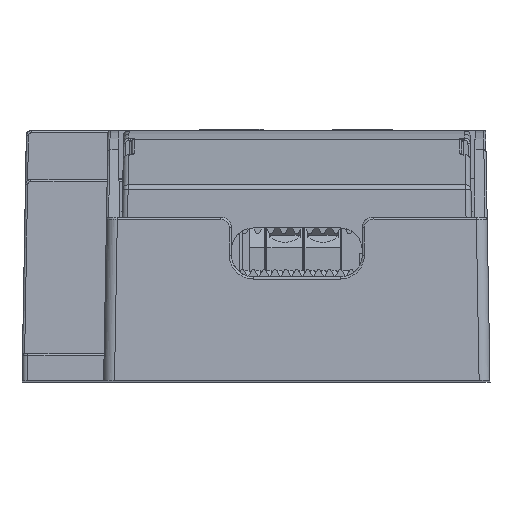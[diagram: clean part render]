
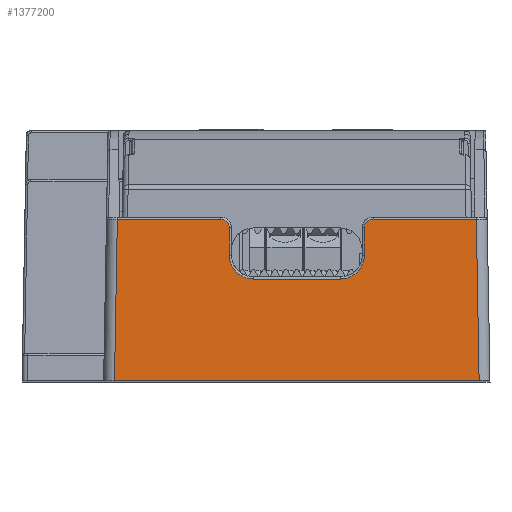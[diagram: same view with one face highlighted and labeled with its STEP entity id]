
A CAD part, top view. The second image highlights one B-rep face of the part: STEP entity #1377200.
In plain terms, the highlighted planar face has unit normal (0, 0.018, 1).
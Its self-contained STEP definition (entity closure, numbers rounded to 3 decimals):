
#1338010=CARTESIAN_POINT('',(-13.,0.,64.5));
#1338020=VERTEX_POINT('',#1338010);
#1338050=CARTESIAN_POINT('',(-13.,0.,64.5));
#1338060=DIRECTION('',(1.,0.,0.));
#1338070=VECTOR('',#1338060,1.);
#1338080=LINE('',#1338050,#1338070);
#1338090=CARTESIAN_POINT('',(20.5,0.,64.5));
#1338100=VERTEX_POINT('',#1338090);
#1338110=EDGE_CURVE('',#1338020,#1338100,#1338080,.T.);
#1375960=CARTESIAN_POINT('',(-3.25,14.803,
64.242));
#1375970=VERTEX_POINT('',#1375960);
#1376060=CARTESIAN_POINT('',(-2.45,14.003,64.256));
#1376070=VERTEX_POINT('',#1376060);
#1376100=CARTESIAN_POINT('',(-3.25,14.004,
64.256));
#1376110=DIRECTION('',(0.,0.017,
1.));
#1376120=DIRECTION('',(1.,0.,
0.));
#1376130=AXIS2_PLACEMENT_3D('',#1376100,#1376110,#1376120);
#1376140=CIRCLE('',#1376130,0.8);
#1376150=EDGE_CURVE('',#1376070,#1375970,#1376140,.T.);
#1376200=CARTESIAN_POINT('',(-16.477,0.,64.5));
#1376210=DIRECTION('',(0.,0.017,1.));
#1376220=DIRECTION('',(-1.,0.,0.));
#1376230=AXIS2_PLACEMENT_3D('',#1376200,#1376210,#1376220);
#1376240=PLANE('',#1376230);
#1376250=ORIENTED_EDGE('',*,*,#1376150,.T.);
#1376260=CARTESIAN_POINT('',(-2.45,14.004,64.256));
#1376270=DIRECTION('',(0.,-1.,0.017));
#1376280=VECTOR('',#1376270,1.);
#1376290=LINE('',#1376260,#1376280);
#1376300=CARTESIAN_POINT('',(-2.45,11.504,
64.299));
#1376310=VERTEX_POINT('',#1376300);
#1376320=EDGE_CURVE('',#1376070,#1376310,#1376290,.T.);
#1376330=ORIENTED_EDGE('',*,*,#1376320,.F.);
#1376340=CARTESIAN_POINT('',(-0.25,9.303,
64.338));
#1376350=CARTESIAN_POINT('',(-0.419,9.304,
64.338));
#1376360=CARTESIAN_POINT('',(-0.745,9.341,
64.337));
#1376370=CARTESIAN_POINT('',(-1.216,9.506,
64.334));
#1376380=CARTESIAN_POINT('',(-1.634,9.77,
64.329));
#1376390=CARTESIAN_POINT('',(-1.984,10.12,
64.323));
#1376400=CARTESIAN_POINT('',(-2.248,10.538,
64.316));
#1376410=CARTESIAN_POINT('',(-2.412,11.008,
64.308));
#1376420=CARTESIAN_POINT('',(-2.45,11.335,
64.302));
#1376430=CARTESIAN_POINT('',(-2.45,11.504,64.299));
#1376440=B_SPLINE_CURVE_WITH_KNOTS('',3,(#1376340,#1376350,#1376360,
#1376370,#1376380,#1376390,#1376400,#1376410,#1376420,#1376430),
.UNSPECIFIED.,.F.,.F.,(4,1,1,1,1,1,1,4),(0.,0.143,
0.286,0.429,0.571,0.714,
0.857,1.),.UNSPECIFIED.);
#1376450=CARTESIAN_POINT('',(-0.25,9.303,
64.338));
#1376460=VERTEX_POINT('',#1376450);
#1376470=EDGE_CURVE('',#1376460,#1376310,#1376440,.T.);
#1376480=ORIENTED_EDGE('',*,*,#1376470,.T.);
#1376490=CARTESIAN_POINT('',(-0.25,9.303,
64.338));
#1376500=DIRECTION('',(1.,0.,0.));
#1376510=VECTOR('',#1376500,1.);
#1376520=LINE('',#1376490,#1376510);
#1376530=CARTESIAN_POINT('',(7.75,9.303,
64.338));
#1376540=VERTEX_POINT('',#1376530);
#1376550=EDGE_CURVE('',#1376460,#1376540,#1376520,.T.);
#1376560=ORIENTED_EDGE('',*,*,#1376550,.F.);
#1376570=CARTESIAN_POINT('',(9.95,11.504,64.299));
#1376580=CARTESIAN_POINT('',(9.95,11.335,
64.302));
#1376590=CARTESIAN_POINT('',(9.912,11.008,
64.308));
#1376600=CARTESIAN_POINT('',(9.748,10.538,
64.316));
#1376610=CARTESIAN_POINT('',(9.484,10.12,
64.323));
#1376620=CARTESIAN_POINT('',(9.134,9.77,
64.329));
#1376630=CARTESIAN_POINT('',(8.716,9.506,
64.334));
#1376640=CARTESIAN_POINT('',(8.245,9.341,
64.337));
#1376650=CARTESIAN_POINT('',(7.919,9.303,
64.338));
#1376660=CARTESIAN_POINT('',(7.75,9.303,
64.338));
#1376670=B_SPLINE_CURVE_WITH_KNOTS('',3,(#1376570,#1376580,#1376590,
#1376600,#1376610,#1376620,#1376630,#1376640,#1376650,#1376660),
.UNSPECIFIED.,.F.,.F.,(4,1,1,1,1,1,1,4),(0.,0.143,
0.286,0.429,0.571,0.714,
0.857,1.),.UNSPECIFIED.);
#1376680=CARTESIAN_POINT('',(9.95,11.504,64.299));
#1376690=VERTEX_POINT('',#1376680);
#1376700=EDGE_CURVE('',#1376690,#1376540,#1376670,.T.);
#1376710=ORIENTED_EDGE('',*,*,#1376700,.T.);
#1376720=CARTESIAN_POINT('',(9.95,11.503,64.299));
#1376730=DIRECTION('',(0.,1.,-0.017));
#1376740=VECTOR('',#1376730,1.);
#1376750=LINE('',#1376720,#1376740);
#1376760=CARTESIAN_POINT('',(9.95,14.003,
64.256));
#1376770=VERTEX_POINT('',#1376760);
#1376780=EDGE_CURVE('',#1376690,#1376770,#1376750,.T.);
#1376790=ORIENTED_EDGE('',*,*,#1376780,.F.);
#1376800=CARTESIAN_POINT('',(10.75,14.004,
64.256));
#1376810=DIRECTION('',(0.,0.017,
1.));
#1376820=DIRECTION('',(0.,1.,
-0.017));
#1376830=AXIS2_PLACEMENT_3D('',#1376800,#1376810,#1376820);
#1376840=CIRCLE('',#1376830,0.8);
#1376850=CARTESIAN_POINT('',(10.75,14.803,
64.242));
#1376860=VERTEX_POINT('',#1376850);
#1376870=EDGE_CURVE('',#1376860,#1376770,#1376840,.T.);
#1376880=ORIENTED_EDGE('',*,*,#1376870,.T.);
#1376890=CARTESIAN_POINT('',(10.75,14.803,
64.242));
#1376900=DIRECTION('',(1.,0.,0.));
#1376910=VECTOR('',#1376900,1.);
#1376920=LINE('',#1376890,#1376910);
#1376930=CARTESIAN_POINT('',(20.242,14.803,
64.242));
#1376940=VERTEX_POINT('',#1376930);
#1376950=EDGE_CURVE('',#1376860,#1376940,#1376920,.T.);
#1376960=ORIENTED_EDGE('',*,*,#1376950,.F.);
#1376970=CARTESIAN_POINT('',(20.5,0.,
64.5));
#1376980=DIRECTION('',(-0.017,1.,
-0.017));
#1376990=VECTOR('',#1376980,1.);
#1377000=LINE('',#1376970,#1376990);
#1377010=EDGE_CURVE('',#1338100,#1376940,#1377000,.T.);
#1377020=ORIENTED_EDGE('',*,*,#1377010,.T.);
#1377030=ORIENTED_EDGE('',*,*,#1338110,.T.);
#1377040=CARTESIAN_POINT('',(-12.742,14.803,
64.242));
#1377050=DIRECTION('',(-0.017,-1.,
0.017));
#1377060=VECTOR('',#1377050,1.);
#1377070=LINE('',#1377040,#1377060);
#1377080=CARTESIAN_POINT('',(-12.742,14.803,
64.242));
#1377090=VERTEX_POINT('',#1377080);
#1377100=EDGE_CURVE('',#1377090,#1338020,#1377070,.T.);
#1377110=ORIENTED_EDGE('',*,*,#1377100,.T.);
#1377120=CARTESIAN_POINT('',(-12.742,14.803,
64.242));
#1377130=DIRECTION('',(1.,0.,0.));
#1377140=VECTOR('',#1377130,1.);
#1377150=LINE('',#1377120,#1377140);
#1377160=EDGE_CURVE('',#1377090,#1375970,#1377150,.T.);
#1377170=ORIENTED_EDGE('',*,*,#1377160,.F.);
#1377180=EDGE_LOOP('',(#1377170,#1377110,#1377030,#1377020,#1376960,
#1376880,#1376790,#1376710,#1376560,#1376480,#1376330,#1376250));
#1377190=FACE_OUTER_BOUND('',#1377180,.T.);
#1377200=ADVANCED_FACE('',(#1377190),#1376240,.T.);
